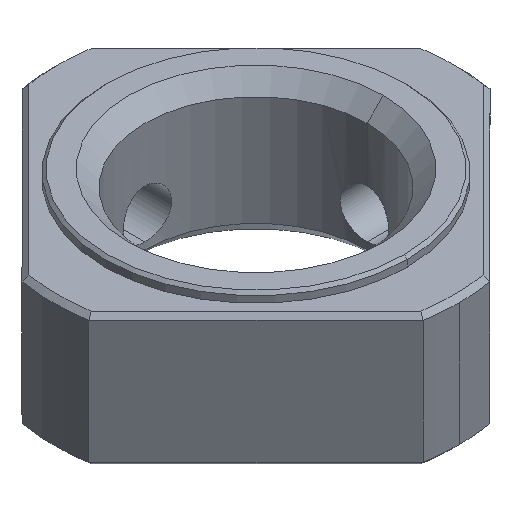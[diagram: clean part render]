
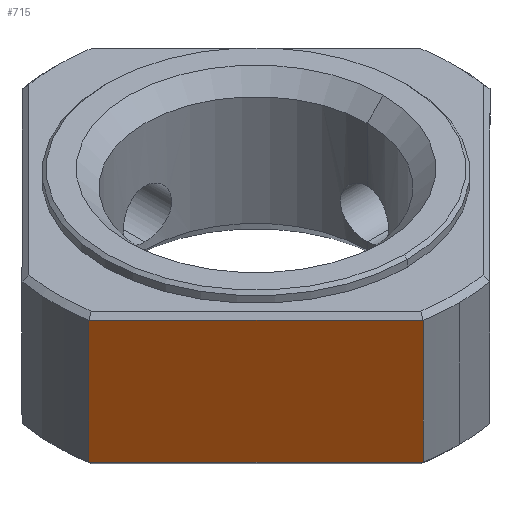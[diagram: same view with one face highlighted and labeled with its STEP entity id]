
A CAD part, isometric view. The second image highlights one B-rep face of the part: STEP entity #715.
In plain terms, the highlighted planar face has unit normal (-0.707, -0.707, 0).
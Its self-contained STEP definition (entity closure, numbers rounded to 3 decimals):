
#122 = ORIENTED_EDGE ( 'NONE', *, *, #1984, .T. ) ;
#123 = ORIENTED_EDGE ( 'NONE', *, *, #1993, .F. ) ;
#124 = ORIENTED_EDGE ( 'NONE', *, *, #1933, .F. ) ;
#125 = ORIENTED_EDGE ( 'NONE', *, *, #1971, .T. ) ;
#295 = FACE_OUTER_BOUND ( 'NONE', #1871, .T. ) ;
#359 = VERTEX_POINT ( 'NONE', #603 ) ;
#366 = VERTEX_POINT ( 'NONE', #610 ) ;
#603 = CARTESIAN_POINT ( 'NONE',  ( -21.206, -3.543, 13.5 ) ) ;
#610 = CARTESIAN_POINT ( 'NONE',  ( -21.206, -3.543, 0.5 ) ) ;
#641 = CARTESIAN_POINT ( 'NONE',  ( 0., -24.749, 15. ) ) ;
#642 = PLANE ( 'NONE',  #2037 ) ;
#644 = DIRECTION ( 'NONE',  ( -0.707, -0.707, 0. ) ) ;
#645 = DIRECTION ( 'NONE',  ( 0.707, -0.707, 0. ) ) ;
#698 = CARTESIAN_POINT ( 'NONE',  ( -3.543, -21.206, 0.5 ) ) ;
#715 = ADVANCED_FACE ( 'NONE', ( #295 ), #642, .T. ) ;
#840 = VECTOR ( 'NONE', #1344, 1000. ) ;
#843 = LINE ( 'NONE', #1343, #840 ) ;
#896 = LINE ( 'NONE', #1478, #898 ) ;
#898 = VECTOR ( 'NONE', #1479, 1000. ) ;
#904 = VECTOR ( 'NONE', #1630, 1000. ) ;
#908 = LINE ( 'NONE', #1629, #904 ) ;
#919 = LINE ( 'NONE', #1736, #920 ) ;
#920 = VECTOR ( 'NONE', #1737, 1000. ) ;
#1121 = CARTESIAN_POINT ( 'NONE',  ( -3.543, -21.206, 13.5 ) ) ;
#1343 = CARTESIAN_POINT ( 'NONE',  ( -3.543, -21.206, 41.677 ) ) ;
#1344 = DIRECTION ( 'NONE',  ( 0., 0., -1. ) ) ;
#1478 = CARTESIAN_POINT ( 'NONE',  ( 0., -24.749, 13.5 ) ) ;
#1479 = DIRECTION ( 'NONE',  ( -0.707, 0.707, 0. ) ) ;
#1629 = CARTESIAN_POINT ( 'NONE',  ( -21.206, -3.543, 15. ) ) ;
#1630 = DIRECTION ( 'NONE',  ( 0., 0., -1. ) ) ;
#1736 = CARTESIAN_POINT ( 'NONE',  ( -3.543, -21.206, 0.5 ) ) ;
#1737 = DIRECTION ( 'NONE',  ( -0.707, 0.707, 0. ) ) ;
#1841 = VERTEX_POINT ( 'NONE', #698 ) ;
#1846 = VERTEX_POINT ( 'NONE', #1121 ) ;
#1871 = EDGE_LOOP ( 'NONE', ( #122, #123, #124, #125 ) ) ;
#1933 = EDGE_CURVE ( 'NONE', #1846, #1841, #843, .T. ) ;
#1971 = EDGE_CURVE ( 'NONE', #1846, #359, #896, .T. ) ;
#1984 = EDGE_CURVE ( 'NONE', #359, #366, #908, .T. ) ;
#1993 = EDGE_CURVE ( 'NONE', #1841, #366, #919, .T. ) ;
#2037 = AXIS2_PLACEMENT_3D ( 'NONE', #641, #644, #645 ) ;
